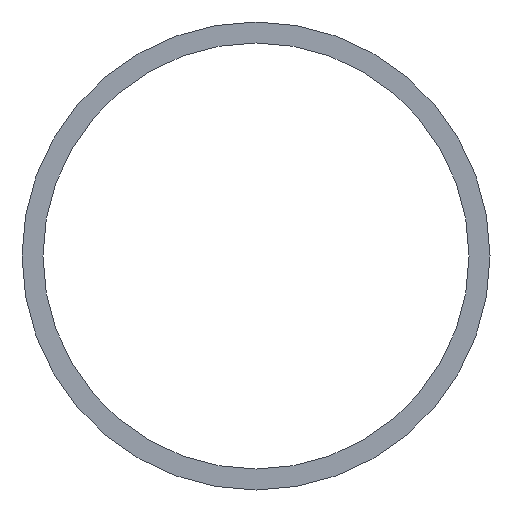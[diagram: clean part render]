
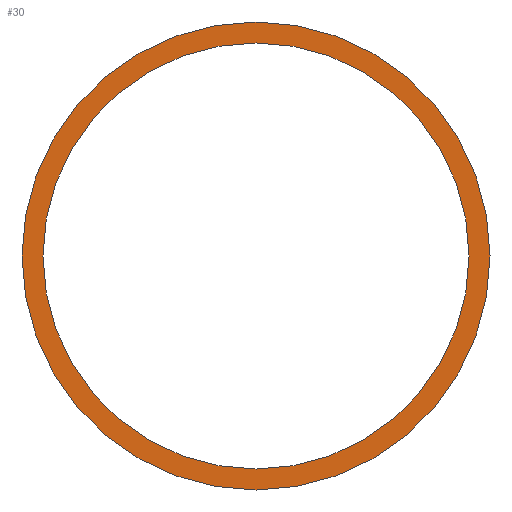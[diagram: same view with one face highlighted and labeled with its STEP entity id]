
A CAD part, front view. The second image highlights one B-rep face of the part: STEP entity #30.
In plain terms, the highlighted planar face has unit normal (0, -1, 0).
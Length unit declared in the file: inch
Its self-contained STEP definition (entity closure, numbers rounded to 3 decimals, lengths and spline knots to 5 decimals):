
#6 = CARTESIAN_POINT ( 'NONE',  ( 0., 0., 0. ) ) ;
#15 = VERTEX_POINT ( 'NONE', #40 ) ;
#22 = PLANE ( 'NONE',  #31 ) ;
#30 = ADVANCED_FACE ( 'NONE', ( #86, #87 ), #22, .F. ) ;
#31 = AXIS2_PLACEMENT_3D ( 'NONE', #6, #200, #177 ) ;
#38 = CIRCLE ( 'NONE', #97, 0.28435 ) ;
#40 = CARTESIAN_POINT ( 'NONE',  ( 0., 0., -0.31235 ) ) ;
#42 = CIRCLE ( 'NONE', #181, 0.31235 ) ;
#44 = AXIS2_PLACEMENT_3D ( 'NONE', #210, #199, #196 ) ;
#50 = CARTESIAN_POINT ( 'NONE',  ( 0., 0., 0. ) ) ;
#53 = CARTESIAN_POINT ( 'NONE',  ( 0., 0., 0.31235 ) ) ;
#66 = AXIS2_PLACEMENT_3D ( 'NONE', #189, #176, #174 ) ;
#78 = CIRCLE ( 'NONE', #66, 0.28435 ) ;
#79 = CARTESIAN_POINT ( 'NONE',  ( 0., 0., -0.28435 ) ) ;
#86 = FACE_OUTER_BOUND ( 'NONE', #172, .T. ) ;
#87 = FACE_BOUND ( 'NONE', #185, .T. ) ;
#88 = EDGE_CURVE ( 'NONE', #15, #235, #154, .T. ) ;
#97 = AXIS2_PLACEMENT_3D ( 'NONE', #119, #142, #122 ) ;
#119 = CARTESIAN_POINT ( 'NONE',  ( 0., 0., 0. ) ) ;
#120 = ORIENTED_EDGE ( 'NONE', *, *, #124, .T. ) ;
#122 = DIRECTION ( 'NONE',  ( 0., 0., 1. ) ) ;
#124 = EDGE_CURVE ( 'NONE', #144, #202, #78, .T. ) ;
#128 = CARTESIAN_POINT ( 'NONE',  ( 0., 0., 0.28435 ) ) ;
#142 = DIRECTION ( 'NONE',  ( 0., 1., 0. ) ) ;
#143 = DIRECTION ( 'NONE',  ( 0., 1., 0. ) ) ;
#144 = VERTEX_POINT ( 'NONE', #128 ) ;
#154 = CIRCLE ( 'NONE', #44, 0.31235 ) ;
#156 = DIRECTION ( 'NONE',  ( 0., 0., 1. ) ) ;
#157 = ORIENTED_EDGE ( 'NONE', *, *, #88, .F. ) ;
#172 = EDGE_LOOP ( 'NONE', ( #157, #251 ) ) ;
#174 = DIRECTION ( 'NONE',  ( 0., 0., 1. ) ) ;
#176 = DIRECTION ( 'NONE',  ( 0., 1., 0. ) ) ;
#177 = DIRECTION ( 'NONE',  ( 0., 0., 1. ) ) ;
#181 = AXIS2_PLACEMENT_3D ( 'NONE', #50, #143, #156 ) ;
#185 = EDGE_LOOP ( 'NONE', ( #243, #120 ) ) ;
#188 = EDGE_CURVE ( 'NONE', #202, #144, #38, .T. ) ;
#189 = CARTESIAN_POINT ( 'NONE',  ( 0., 0., 0. ) ) ;
#196 = DIRECTION ( 'NONE',  ( 0., 0., 1. ) ) ;
#199 = DIRECTION ( 'NONE',  ( 0., 1., 0. ) ) ;
#200 = DIRECTION ( 'NONE',  ( 0., 1., 0. ) ) ;
#202 = VERTEX_POINT ( 'NONE', #79 ) ;
#210 = CARTESIAN_POINT ( 'NONE',  ( 0., 0., 0. ) ) ;
#235 = VERTEX_POINT ( 'NONE', #53 ) ;
#243 = ORIENTED_EDGE ( 'NONE', *, *, #188, .T. ) ;
#245 = EDGE_CURVE ( 'NONE', #235, #15, #42, .T. ) ;
#251 = ORIENTED_EDGE ( 'NONE', *, *, #245, .F. ) ;
